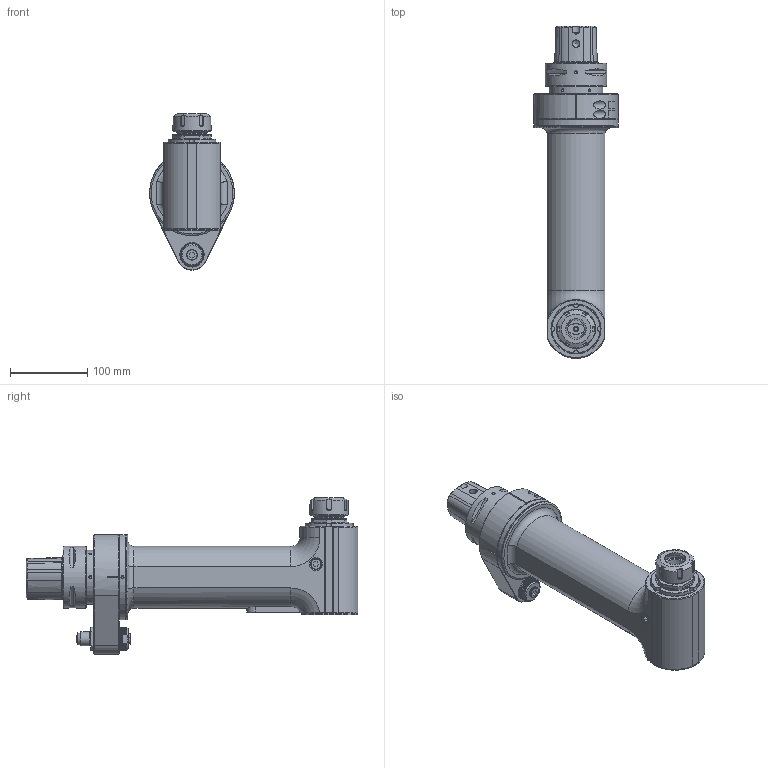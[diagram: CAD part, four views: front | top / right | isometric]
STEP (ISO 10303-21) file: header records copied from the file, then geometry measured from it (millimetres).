
FILE_DESCRIPTION(/* description */ (''),/* implementation_level */ '2;1');
FILE_NAME(/* name */ '9.G90.20L00-272-15C8.stp',/* time_stamp */ '2025-04-28T14:46:21-04:00',/* author */ ('jkrenzer'),/* organization */ (''),/* preprocessor_version */ 'ST-DEVELOPER v18.1',/* originating_system */ 'Autodesk Inventor 2022',/* authorisation */ '');
FILE_SCHEMA (('AUTOMOTIVE_DESIGN { 1 0 10303 214 3 1 1 }'));
Length unit declared in the file: millimetre
Products named in the file (2): 9.G90.20L00-272-15C8; 9.G90.20L00-272-15C8_1
Assembly tree (1 placements, depth 2):
  9.G90.20L00-272-15C8
    9.G90.20L00-272-15C8_1
Bounding box: 110 x 430.5 x 202.93 mm (x, y, z)
Volume: 1604051.5 mm3; surface area: 325893.3 mm2
Topology: 3 solids, 12 shells, 1676 faces, 4365 edges, 2835 vertices
Faces by surface type: plane 959, cone 267, cylinder 264, bspline 138, torus 48
Full cylindrical faces by diameter (mm): 3 x4, 3.3 x7, 4 x4, 4.2 x5, 5 x12, 5.5 x1, 5.8 x2, 6 x2, 6.8 x1, 7 x7, 7.8 x4, 8 x4, 8.5 x3, 8.8 x1, 9 x2, 9.1 x2, 9.2 x2, 10 x3, 10.5 x2, 11 x2, 12 x1, 12.8 x2, 13 x2, 14 x3, 14.5 x1, 15 x1, 15.2 x1, 16 x1, 17 x1, 18 x4
Entity records: 63458 total; most frequent: CARTESIAN_POINT 22775, ORIENTED_EDGE 8696, DIRECTION 8037, EDGE_CURVE 4348, VERTEX_POINT 2835, AXIS2_PLACEMENT_3D 2728, LINE 2581, VECTOR 2581
